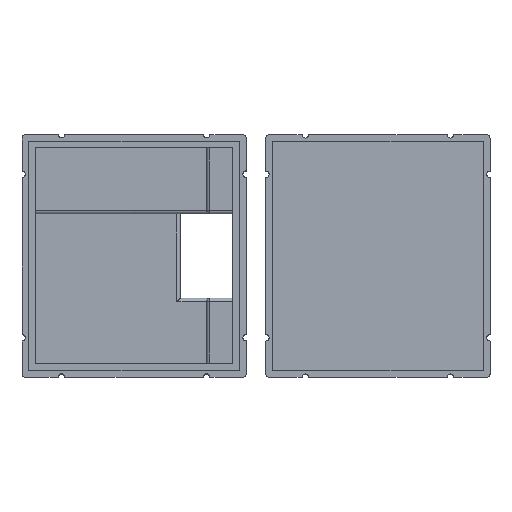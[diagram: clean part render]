
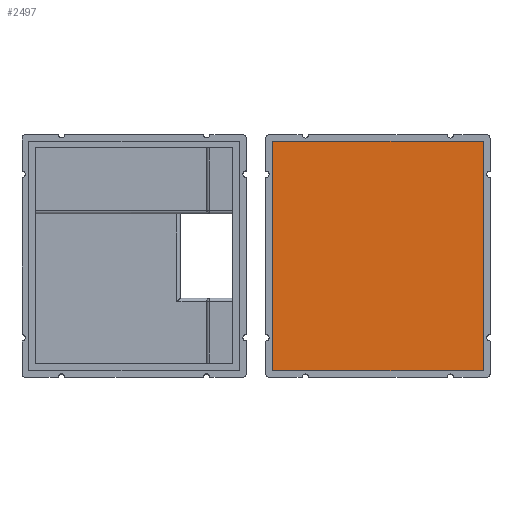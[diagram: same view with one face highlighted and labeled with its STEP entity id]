
A CAD part, top view. The second image highlights one B-rep face of the part: STEP entity #2497.
In plain terms, the highlighted planar face has unit normal (0, 0, 1).
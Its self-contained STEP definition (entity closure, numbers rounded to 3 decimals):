
#88=PLANE('',#2756);
#280=FACE_OUTER_BOUND('',#431,.T.);
#431=EDGE_LOOP('',(#2261,#2262,#2263,#2264));
#612=LINE('',#4368,#839);
#641=LINE('',#4567,#868);
#660=LINE('',#4735,#887);
#661=LINE('',#4736,#888);
#839=VECTOR('',#3327,10.);
#868=VECTOR('',#3398,10.);
#887=VECTOR('',#3467,10.);
#888=VECTOR('',#3468,10.);
#1163=VERTEX_POINT('',#4366);
#1164=VERTEX_POINT('',#4367);
#1185=VERTEX_POINT('',#4566);
#1197=VERTEX_POINT('',#4734);
#1484=EDGE_CURVE('',#1163,#1164,#612,.T.);
#1524=EDGE_CURVE('',#1164,#1185,#641,.T.);
#1556=EDGE_CURVE('',#1197,#1163,#660,.T.);
#1557=EDGE_CURVE('',#1185,#1197,#661,.T.);
#2261=ORIENTED_EDGE('',*,*,#1556,.F.);
#2262=ORIENTED_EDGE('',*,*,#1557,.F.);
#2263=ORIENTED_EDGE('',*,*,#1524,.F.);
#2264=ORIENTED_EDGE('',*,*,#1484,.F.);
#2497=ADVANCED_FACE('',(#280),#88,.T.);
#2756=AXIS2_PLACEMENT_3D('',#4733,#3465,#3466);
#3327=DIRECTION('',(0.,-1.,0.));
#3398=DIRECTION('',(-1.,0.,0.));
#3465=DIRECTION('center_axis',(0.,0.,1.));
#3466=DIRECTION('ref_axis',(1.,0.,0.));
#3467=DIRECTION('',(1.,0.,0.));
#3468=DIRECTION('',(0.,1.,0.));
#4366=CARTESIAN_POINT('',(68.,33.8,1.));
#4367=CARTESIAN_POINT('',(68.,-1.,1.));
#4368=CARTESIAN_POINT('',(68.,25.1,1.));
#4566=CARTESIAN_POINT('',(36.,-1.,1.));
#4567=CARTESIAN_POINT('',(59.25,-1.,1.));
#4733=CARTESIAN_POINT('Origin',(51.5,16.4,1.));
#4734=CARTESIAN_POINT('',(36.,33.8,1.));
#4735=CARTESIAN_POINT('',(43.75,33.8,1.));
#4736=CARTESIAN_POINT('',(36.,7.7,1.));
